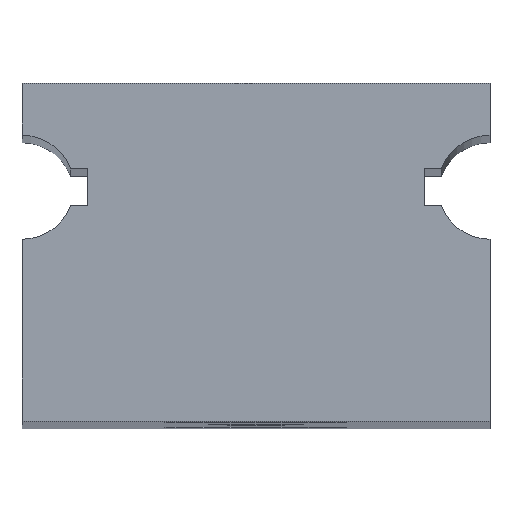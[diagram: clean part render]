
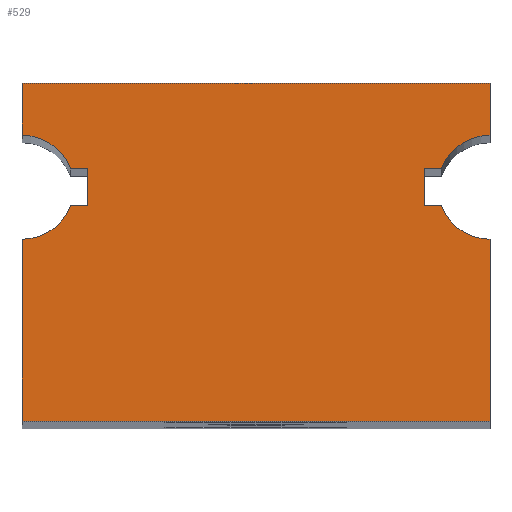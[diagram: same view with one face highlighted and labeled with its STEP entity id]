
A CAD part, top view. The second image highlights one B-rep face of the part: STEP entity #529.
In plain terms, the highlighted planar face has unit normal (0, 0, 1).
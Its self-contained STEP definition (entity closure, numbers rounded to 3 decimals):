
#44=CIRCLE('',#572,1.);
#46=CIRCLE('',#578,1.);
#52=CIRCLE('',#588,1.);
#54=CIRCLE('',#594,1.);
#79=FACE_OUTER_BOUND('',#117,.T.);
#117=EDGE_LOOP('',(#423,#424,#425,#426,#427,#428,#429,#430,#431,#432,#433,
#434,#435,#436,#437,#438));
#137=LINE('',#783,#185);
#141=LINE('',#790,#189);
#144=LINE('',#804,#192);
#148=LINE('',#816,#196);
#151=LINE('',#822,#199);
#154=LINE('',#828,#202);
#158=LINE('',#840,#206);
#161=LINE('',#846,#209);
#164=LINE('',#860,#212);
#168=LINE('',#872,#216);
#171=LINE('',#878,#219);
#174=LINE('',#884,#222);
#185=VECTOR('',#623,1.);
#189=VECTOR('',#629,9.);
#192=VECTOR('',#642,1.);
#196=VECTOR('',#654,0.329);
#199=VECTOR('',#659,0.704);
#202=VECTOR('',#664,0.329);
#206=VECTOR('',#676,3.5);
#209=VECTOR('',#681,9.);
#212=VECTOR('',#694,3.5);
#216=VECTOR('',#706,0.329);
#219=VECTOR('',#711,0.704);
#222=VECTOR('',#716,0.329);
#233=VERTEX_POINT('',#780);
#234=VERTEX_POINT('',#782);
#236=VERTEX_POINT('',#788);
#242=VERTEX_POINT('',#802);
#244=VERTEX_POINT('',#808);
#246=VERTEX_POINT('',#814);
#248=VERTEX_POINT('',#820);
#250=VERTEX_POINT('',#826);
#252=VERTEX_POINT('',#832);
#254=VERTEX_POINT('',#838);
#256=VERTEX_POINT('',#844);
#262=VERTEX_POINT('',#858);
#264=VERTEX_POINT('',#864);
#266=VERTEX_POINT('',#870);
#268=VERTEX_POINT('',#876);
#270=VERTEX_POINT('',#882);
#281=EDGE_CURVE('',#234,#233,#137,.T.);
#285=EDGE_CURVE('',#233,#236,#141,.T.);
#292=EDGE_CURVE('',#236,#242,#144,.T.);
#295=EDGE_CURVE('',#242,#244,#44,.T.);
#298=EDGE_CURVE('',#244,#246,#148,.T.);
#301=EDGE_CURVE('',#246,#248,#151,.T.);
#304=EDGE_CURVE('',#248,#250,#154,.T.);
#307=EDGE_CURVE('',#250,#252,#46,.T.);
#310=EDGE_CURVE('',#252,#254,#158,.T.);
#313=EDGE_CURVE('',#254,#256,#161,.T.);
#320=EDGE_CURVE('',#256,#262,#164,.T.);
#323=EDGE_CURVE('',#262,#264,#52,.T.);
#326=EDGE_CURVE('',#264,#266,#168,.T.);
#329=EDGE_CURVE('',#266,#268,#171,.T.);
#332=EDGE_CURVE('',#268,#270,#174,.T.);
#334=EDGE_CURVE('',#270,#234,#54,.T.);
#423=ORIENTED_EDGE('',*,*,#281,.T.);
#424=ORIENTED_EDGE('',*,*,#285,.T.);
#425=ORIENTED_EDGE('',*,*,#292,.T.);
#426=ORIENTED_EDGE('',*,*,#295,.T.);
#427=ORIENTED_EDGE('',*,*,#298,.T.);
#428=ORIENTED_EDGE('',*,*,#301,.T.);
#429=ORIENTED_EDGE('',*,*,#304,.T.);
#430=ORIENTED_EDGE('',*,*,#307,.T.);
#431=ORIENTED_EDGE('',*,*,#310,.T.);
#432=ORIENTED_EDGE('',*,*,#313,.T.);
#433=ORIENTED_EDGE('',*,*,#320,.T.);
#434=ORIENTED_EDGE('',*,*,#323,.T.);
#435=ORIENTED_EDGE('',*,*,#326,.T.);
#436=ORIENTED_EDGE('',*,*,#329,.T.);
#437=ORIENTED_EDGE('',*,*,#332,.T.);
#438=ORIENTED_EDGE('',*,*,#334,.T.);
#507=PLANE('',#595);
#529=ADVANCED_FACE('',(#79),#507,.T.);
#572=AXIS2_PLACEMENT_3D('',#810,#648,#649);
#578=AXIS2_PLACEMENT_3D('',#834,#670,#671);
#588=AXIS2_PLACEMENT_3D('',#866,#700,#701);
#594=AXIS2_PLACEMENT_3D('',#887,#721,#722);
#595=AXIS2_PLACEMENT_3D('',#888,#723,#724);
#623=DIRECTION('',(0.,1.,0.));
#629=DIRECTION('',(-1.,0.,0.));
#642=DIRECTION('',(0.,-1.,0.));
#648=DIRECTION('center_axis',(0.,0.,-1.));
#649=DIRECTION('ref_axis',(1.,0.,0.));
#654=DIRECTION('',(1.,0.,0.));
#659=DIRECTION('',(0.,-1.,0.));
#664=DIRECTION('',(-1.,0.,0.));
#670=DIRECTION('center_axis',(0.,0.,-1.));
#671=DIRECTION('ref_axis',(1.,0.,0.));
#676=DIRECTION('',(0.,-1.,0.));
#681=DIRECTION('',(1.,0.,0.));
#694=DIRECTION('',(0.,1.,0.));
#700=DIRECTION('center_axis',(0.,0.,-1.));
#701=DIRECTION('ref_axis',(-1.,0.,0.));
#706=DIRECTION('',(-1.,0.,0.));
#711=DIRECTION('',(0.,1.,0.));
#716=DIRECTION('',(1.,0.,0.));
#721=DIRECTION('center_axis',(0.,0.,-1.));
#722=DIRECTION('ref_axis',(-1.,0.,0.));
#723=DIRECTION('center_axis',(0.,0.,1.));
#724=DIRECTION('ref_axis',(1.,0.,0.));
#780=CARTESIAN_POINT('',(4.5,3.25,83.));
#782=CARTESIAN_POINT('',(4.5,2.25,83.));
#783=CARTESIAN_POINT('',(4.5,2.25,83.));
#788=CARTESIAN_POINT('',(-4.5,3.25,83.));
#790=CARTESIAN_POINT('',(4.5,3.25,83.));
#802=CARTESIAN_POINT('',(-4.5,2.25,83.));
#804=CARTESIAN_POINT('',(-4.5,3.25,83.));
#808=CARTESIAN_POINT('',(-3.564,1.602,83.));
#810=CARTESIAN_POINT('Origin',(-4.5,1.25,83.));
#814=CARTESIAN_POINT('',(-3.235,1.602,83.));
#816=CARTESIAN_POINT('',(-3.564,1.602,83.));
#820=CARTESIAN_POINT('',(-3.235,0.898,83.));
#822=CARTESIAN_POINT('',(-3.235,1.602,83.));
#826=CARTESIAN_POINT('',(-3.564,0.898,83.));
#828=CARTESIAN_POINT('',(-3.235,0.898,83.));
#832=CARTESIAN_POINT('',(-4.5,0.25,83.));
#834=CARTESIAN_POINT('Origin',(-4.5,1.25,83.));
#838=CARTESIAN_POINT('',(-4.5,-3.25,83.));
#840=CARTESIAN_POINT('',(-4.5,0.25,83.));
#844=CARTESIAN_POINT('',(4.5,-3.25,83.));
#846=CARTESIAN_POINT('',(-4.5,-3.25,83.));
#858=CARTESIAN_POINT('',(4.5,0.25,83.));
#860=CARTESIAN_POINT('',(4.5,-3.25,83.));
#864=CARTESIAN_POINT('',(3.564,0.898,83.));
#866=CARTESIAN_POINT('Origin',(4.5,1.25,83.));
#870=CARTESIAN_POINT('',(3.235,0.898,83.));
#872=CARTESIAN_POINT('',(3.564,0.898,83.));
#876=CARTESIAN_POINT('',(3.235,1.602,83.));
#878=CARTESIAN_POINT('',(3.235,0.898,83.));
#882=CARTESIAN_POINT('',(3.564,1.602,83.));
#884=CARTESIAN_POINT('',(3.235,1.602,83.));
#887=CARTESIAN_POINT('Origin',(4.5,1.25,83.));
#888=CARTESIAN_POINT('Origin',(-4.5,1.25,83.));
